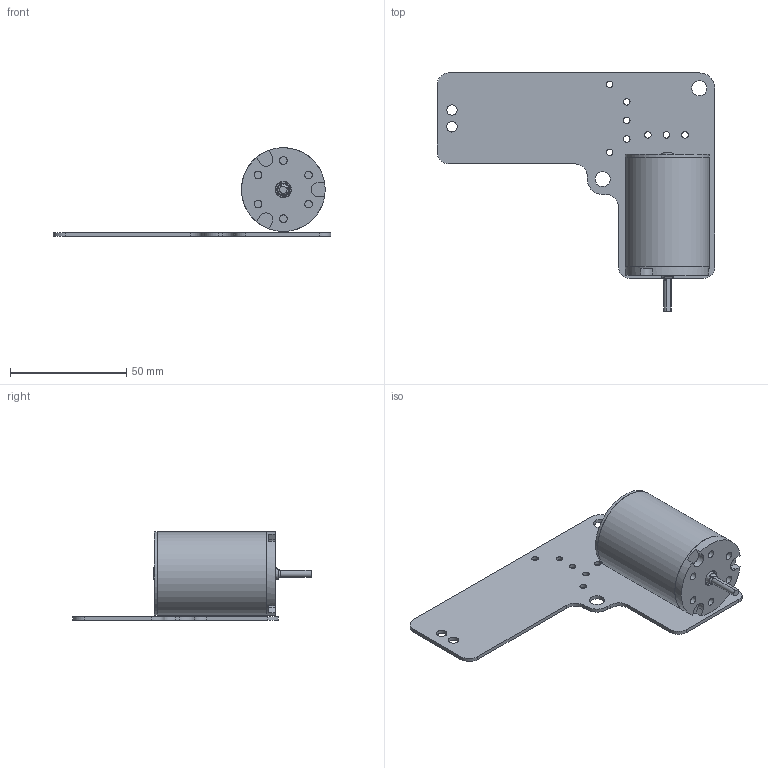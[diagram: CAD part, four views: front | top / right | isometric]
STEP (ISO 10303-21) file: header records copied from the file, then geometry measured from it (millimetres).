
FILE_DESCRIPTION(('KiCad electronic assembly'),'2;1');
FILE_NAME('Krankenwagen_PCB.step','2022-10-02T15:25:34',('Pcbnew'),( 'Kicad'),'Open CASCADE STEP processor 7.5','KiCad to STEP converter' ,'Unknown');
FILE_SCHEMA(('AUTOMOTIVE_DESIGN { 1 0 10303 214 1 1 1 1 }'));
Length unit declared in the file: millimetre
Products named in the file (4): Krankenwagen_PCB 1; Castle_Neu_1410_Motor; COMPOUND; Krankenwagen_PCB PCB
Assembly tree (3 placements, depth 3):
  Krankenwagen_PCB 1
    Castle_Neu_1410_Motor
      COMPOUND
    Krankenwagen_PCB PCB
Bounding box: 119.38 x 102.49 x 38.06 mm (x, y, z)
Volume: 33231.4 mm3; surface area: 33637 mm2
Topology: 33 solids, 33 shells, 142 faces, 331 edges, 212 vertices
Faces by surface type: bspline 112, cylinder 20, plane 10
Full cylindrical faces by diameter (mm): 2.8 x8, 4.5 x2, 6.5 x2
Entity records: 10840 total; most frequent: CARTESIAN_POINT 6430, ORIENTED_EDGE 518, PCURVE 518, DEFINITIONAL_REPRESENTATION 518, B_SPLINE_CURVE_WITH_KNOTS 348, DIRECTION 320, EDGE_CURVE 259, SURFACE_CURVE 198
